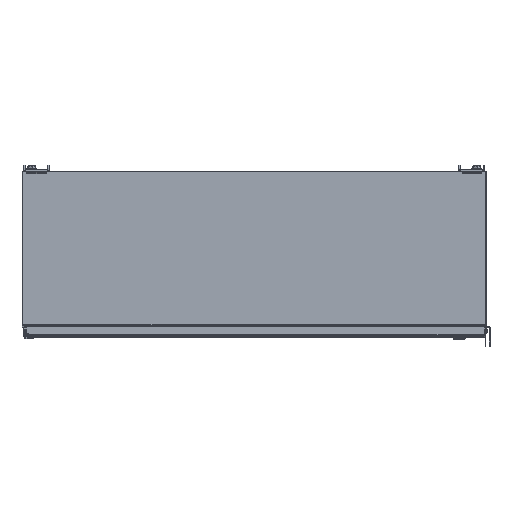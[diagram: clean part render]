
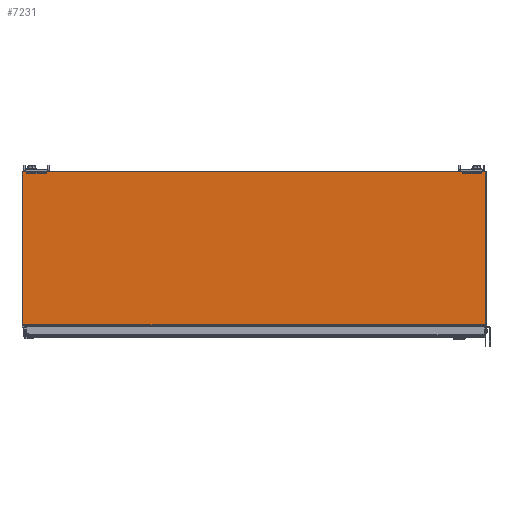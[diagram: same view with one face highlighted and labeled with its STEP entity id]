
A CAD part, top view. The second image highlights one B-rep face of the part: STEP entity #7231.
In plain terms, the highlighted planar face has unit normal (0, 0, 1).
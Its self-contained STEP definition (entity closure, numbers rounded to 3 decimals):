
#7231 = ADVANCED_FACE( '', ( #15544 ), #15545, .T. );
#15544 = FACE_OUTER_BOUND( '', #39610, .T. );
#15545 = PLANE( '', #39611 );
#39610 = EDGE_LOOP( '', ( #77207, #77208, #77209, #77210 ) );
#39611 = AXIS2_PLACEMENT_3D( '', #77211, #77212, #77213 );
#77207 = ORIENTED_EDGE( '', *, *, #101407, .T. );
#77208 = ORIENTED_EDGE( '', *, *, #101408, .T. );
#77209 = ORIENTED_EDGE( '', *, *, #95792, .T. );
#77210 = ORIENTED_EDGE( '', *, *, #101409, .T. );
#77211 = CARTESIAN_POINT( '', ( 0., 0., 0. ) );
#77212 = DIRECTION( '', ( 0., 0., 1. ) );
#77213 = DIRECTION( '', ( 1., 0., 0. ) );
#95792 = EDGE_CURVE( '', #106364, #106362, #106365, .T. );
#101407 = EDGE_CURVE( '', #115453, #115454, #115455, .T. );
#101408 = EDGE_CURVE( '', #115454, #106364, #115456, .T. );
#101409 = EDGE_CURVE( '', #106362, #115453, #115457, .T. );
#106362 = VERTEX_POINT( '', #122583 );
#106364 = VERTEX_POINT( '', #122586 );
#106365 = LINE( '', #122587, #122588 );
#115453 = VERTEX_POINT( '', #145686 );
#115454 = VERTEX_POINT( '', #145687 );
#115455 = LINE( '', #145688, #145689 );
#115456 = LINE( '', #145690, #145691 );
#115457 = LINE( '', #145692, #145693 );
#122583 = CARTESIAN_POINT( '', ( 455.676, 151.638, 0. ) );
#122586 = CARTESIAN_POINT( '', ( 455.676, -149.301, 0. ) );
#122587 = CARTESIAN_POINT( '', ( 455.676, -151.638, 0. ) );
#122588 = VECTOR( '', #159623, 1000. );
#145686 = CARTESIAN_POINT( '', ( -455.676, 151.638, 0. ) );
#145687 = CARTESIAN_POINT( '', ( -455.676, -149.301, 0. ) );
#145688 = CARTESIAN_POINT( '', ( -455.676, 151.638, 0. ) );
#145689 = VECTOR( '', #163563, 1000. );
#145690 = CARTESIAN_POINT( '', ( -455.676, -149.301, 0. ) );
#145691 = VECTOR( '', #163564, 1000. );
#145692 = CARTESIAN_POINT( '', ( 455.676, 151.638, 0. ) );
#145693 = VECTOR( '', #163565, 1000. );
#159623 = DIRECTION( '', ( 0., 1., 0. ) );
#163563 = DIRECTION( '', ( 0., -1., 0. ) );
#163564 = DIRECTION( '', ( 1., 0., 0. ) );
#163565 = DIRECTION( '', ( -1., 0., 0. ) );
